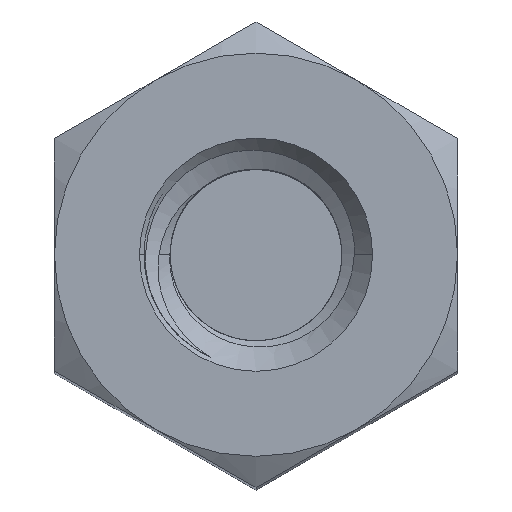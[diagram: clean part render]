
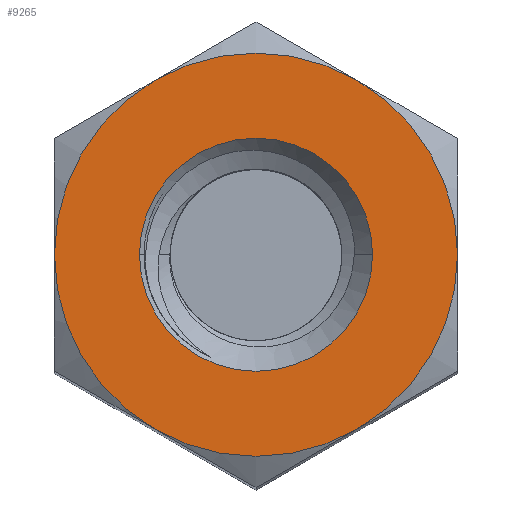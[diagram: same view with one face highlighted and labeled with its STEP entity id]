
A CAD part, top view. The second image highlights one B-rep face of the part: STEP entity #9265.
In plain terms, the highlighted planar face has unit normal (0, 0, 1).
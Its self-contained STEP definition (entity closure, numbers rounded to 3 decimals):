
#1865 = DIRECTION ( 'NONE',  ( -1., 0., 0. ) ) ;
#1866 = DIRECTION ( 'NONE',  ( 0., 0., -1. ) ) ;
#1869 = CARTESIAN_POINT ( 'NONE',  ( 0., 0., 8. ) ) ;
#2117 = CARTESIAN_POINT ( 'NONE',  ( 0., 0., 8. ) ) ;
#2122 = DIRECTION ( 'NONE',  ( -1., 0., 0. ) ) ;
#2131 = DIRECTION ( 'NONE',  ( 0., 0., -1. ) ) ;
#2242 = CARTESIAN_POINT ( 'NONE',  ( -1.125, 1.949, 8. ) ) ;
#2250 = CARTESIAN_POINT ( 'NONE',  ( -2.25, 0., 8. ) ) ;
#2284 = CARTESIAN_POINT ( 'NONE',  ( 1.125, 1.949, 8. ) ) ;
#2342 = CARTESIAN_POINT ( 'NONE',  ( -1.301, 0., 8. ) ) ;
#2578 = CARTESIAN_POINT ( 'NONE',  ( 1.301, 0., 8. ) ) ;
#2747 = CARTESIAN_POINT ( 'NONE',  ( 2.25, 0., 8. ) ) ;
#2799 = CARTESIAN_POINT ( 'NONE',  ( 1.125, -1.949, 8. ) ) ;
#2856 = CARTESIAN_POINT ( 'NONE',  ( -1.125, -1.949, 8. ) ) ;
#4311 = CIRCLE ( 'NONE', #6120, 1.301 ) ;
#4330 = CIRCLE ( 'NONE', #6118, 2.25 ) ;
#4335 = CIRCLE ( 'NONE', #6117, 2.25 ) ;
#4337 = CIRCLE ( 'NONE', #6115, 2.25 ) ;
#4340 = CIRCLE ( 'NONE', #6114, 1.301 ) ;
#4343 = CIRCLE ( 'NONE', #6111, 2.25 ) ;
#4367 = CIRCLE ( 'NONE', #5995, 2.25 ) ;
#4387 = CIRCLE ( 'NONE', #5993, 2.25 ) ;
#4458 = FACE_OUTER_BOUND ( 'NONE', #10734, .T. ) ;
#4466 = FACE_BOUND ( 'NONE', #10855, .T. ) ;
#5012 = ORIENTED_EDGE ( 'NONE', *, *, #6020, .F. ) ;
#5981 = EDGE_CURVE ( 'NONE', #8191, #8366, #4311, .T. ) ;
#5993 = AXIS2_PLACEMENT_3D ( 'NONE', #1869, #1866, #1865 ) ;
#5995 = AXIS2_PLACEMENT_3D ( 'NONE', #2117, #2131, #2122 ) ;
#6014 = EDGE_CURVE ( 'NONE', #8658, #8672, #4330, .T. ) ;
#6017 = EDGE_CURVE ( 'NONE', #8672, #8094, #4335, .T. ) ;
#6020 = EDGE_CURVE ( 'NONE', #8650, #8658, #4337, .T. ) ;
#6047 = EDGE_CURVE ( 'NONE', #8366, #8191, #4340, .T. ) ;
#6075 = EDGE_CURVE ( 'NONE', #8094, #8110, #4343, .T. ) ;
#6111 = AXIS2_PLACEMENT_3D ( 'NONE', #8841, #8753, #8752 ) ;
#6114 = AXIS2_PLACEMENT_3D ( 'NONE', #9102, #9100, #9099 ) ;
#6115 = AXIS2_PLACEMENT_3D ( 'NONE', #9110, #9109, #9108 ) ;
#6117 = AXIS2_PLACEMENT_3D ( 'NONE', #9125, #9118, #9117 ) ;
#6118 = AXIS2_PLACEMENT_3D ( 'NONE', #8262, #9127, #9126 ) ;
#6120 = AXIS2_PLACEMENT_3D ( 'NONE', #8037, #8036, #8028 ) ;
#6175 = EDGE_CURVE ( 'NONE', #8120, #8650, #4367, .T. ) ;
#6205 = EDGE_CURVE ( 'NONE', #8110, #8120, #4387, .T. ) ;
#6264 = AXIS2_PLACEMENT_3D ( 'NONE', #10309, #10312, #10313 ) ;
#6304 = ORIENTED_EDGE ( 'NONE', *, *, #6175, .F. ) ;
#6306 = ORIENTED_EDGE ( 'NONE', *, *, #6047, .T. ) ;
#6307 = ORIENTED_EDGE ( 'NONE', *, *, #5981, .T. ) ;
#6308 = ORIENTED_EDGE ( 'NONE', *, *, #6014, .F. ) ;
#6309 = ORIENTED_EDGE ( 'NONE', *, *, #6017, .F. ) ;
#6310 = ORIENTED_EDGE ( 'NONE', *, *, #6075, .F. ) ;
#6311 = ORIENTED_EDGE ( 'NONE', *, *, #6205, .F. ) ;
#8028 = DIRECTION ( 'NONE',  ( -1., 0., 0. ) ) ;
#8036 = DIRECTION ( 'NONE',  ( 0., 0., -1. ) ) ;
#8037 = CARTESIAN_POINT ( 'NONE',  ( 0., 0., 8. ) ) ;
#8094 = VERTEX_POINT ( 'NONE', #2250 ) ;
#8110 = VERTEX_POINT ( 'NONE', #2242 ) ;
#8120 = VERTEX_POINT ( 'NONE', #2284 ) ;
#8191 = VERTEX_POINT ( 'NONE', #2342 ) ;
#8262 = CARTESIAN_POINT ( 'NONE',  ( 0., 0., 8. ) ) ;
#8366 = VERTEX_POINT ( 'NONE', #2578 ) ;
#8650 = VERTEX_POINT ( 'NONE', #2747 ) ;
#8658 = VERTEX_POINT ( 'NONE', #2799 ) ;
#8672 = VERTEX_POINT ( 'NONE', #2856 ) ;
#8752 = DIRECTION ( 'NONE',  ( -1., 0., 0. ) ) ;
#8753 = DIRECTION ( 'NONE',  ( 0., 0., -1. ) ) ;
#8841 = CARTESIAN_POINT ( 'NONE',  ( 0., 0., 8. ) ) ;
#9099 = DIRECTION ( 'NONE',  ( -1., 0., 0. ) ) ;
#9100 = DIRECTION ( 'NONE',  ( 0., 0., -1. ) ) ;
#9102 = CARTESIAN_POINT ( 'NONE',  ( 0., 0., 8. ) ) ;
#9108 = DIRECTION ( 'NONE',  ( -1., 0., 0. ) ) ;
#9109 = DIRECTION ( 'NONE',  ( 0., 0., -1. ) ) ;
#9110 = CARTESIAN_POINT ( 'NONE',  ( 0., 0., 8. ) ) ;
#9117 = DIRECTION ( 'NONE',  ( -1., 0., 0. ) ) ;
#9118 = DIRECTION ( 'NONE',  ( 0., 0., -1. ) ) ;
#9125 = CARTESIAN_POINT ( 'NONE',  ( 0., 0., 8. ) ) ;
#9126 = DIRECTION ( 'NONE',  ( -1., 0., 0. ) ) ;
#9127 = DIRECTION ( 'NONE',  ( 0., 0., -1. ) ) ;
#9265 = ADVANCED_FACE ( 'NONE', ( #4458, #4466 ), #10310, .T. ) ;
#10309 = CARTESIAN_POINT ( 'NONE',  ( 0., 2.598, 8. ) ) ;
#10310 = PLANE ( 'NONE',  #6264 ) ;
#10312 = DIRECTION ( 'NONE',  ( 0., 0., 1. ) ) ;
#10313 = DIRECTION ( 'NONE',  ( 1., 0., 0. ) ) ;
#10734 = EDGE_LOOP ( 'NONE', ( #5012, #6304, #6311, #6310, #6309, #6308 ) ) ;
#10855 = EDGE_LOOP ( 'NONE', ( #6307, #6306 ) ) ;
